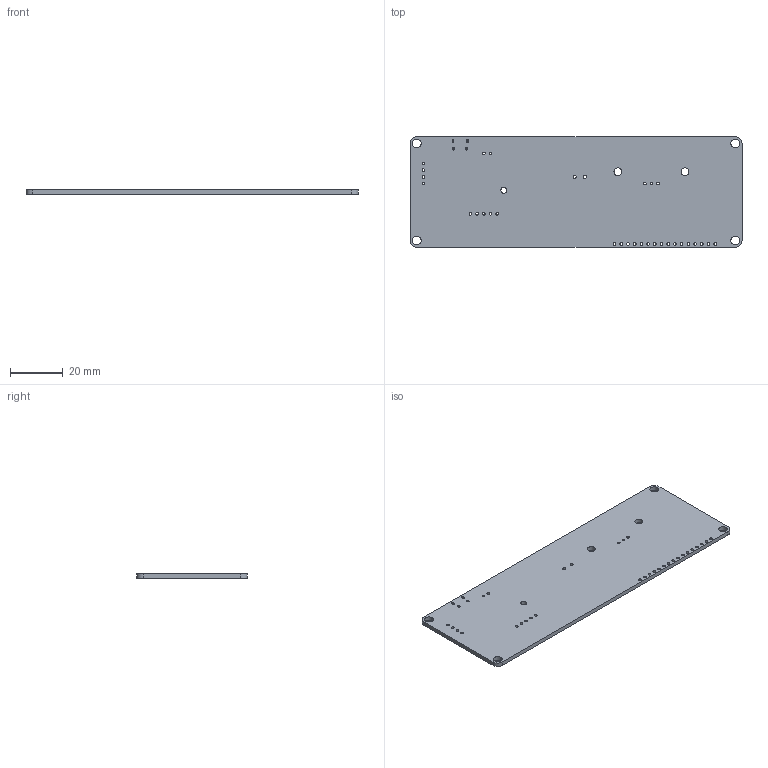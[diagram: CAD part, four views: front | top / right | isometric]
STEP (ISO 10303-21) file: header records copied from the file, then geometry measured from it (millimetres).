
FILE_DESCRIPTION(('KiCad electronic assembly'),'2;1');
FILE_NAME('kicadBoard.step','2022-11-07T06:12:47',('Pcbnew'),('Kicad'), 'Open CASCADE STEP processor 7.6','KiCad to STEP converter','Unknown' );
FILE_SCHEMA(('AUTOMOTIVE_DESIGN { 1 0 10303 214 1 1 1 1 }'));
Length unit declared in the file: millimetre
Products named in the file (2): kicadBoard 1; _autosave-kicadBoard PCB
Assembly tree (1 placements, depth 2):
  kicadBoard 1
    _autosave-kicadBoard PCB
Bounding box: 125.73 x 41.91 x 1.6 mm (x, y, z)
Volume: 8294.3 mm3; surface area: 11190.1 mm2
Topology: 4 solids, 4 shells, 134 faces, 344 edges, 222 vertices
Faces by surface type: cylinder 72, plane 62
Full cylindrical faces by diameter (mm): 1.016 x30, 1.2 x2, 2.3 x1, 2.997 x2, 3.302 x4
Entity records: 8890 total; most frequent: DIRECTION 1523, CARTESIAN_POINT 1431, ORIENTED_EDGE 688, PCURVE 688, DEFINITIONAL_REPRESENTATION 688, CIRCLE 628, AXIS2_PLACEMENT_3D 396, AXIS2_PLACEMENT_2D 368
